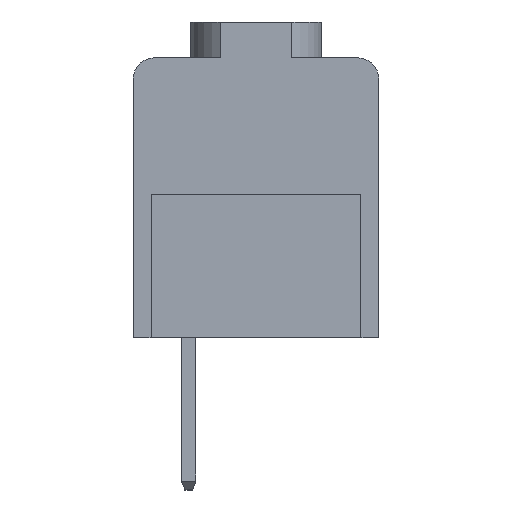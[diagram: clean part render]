
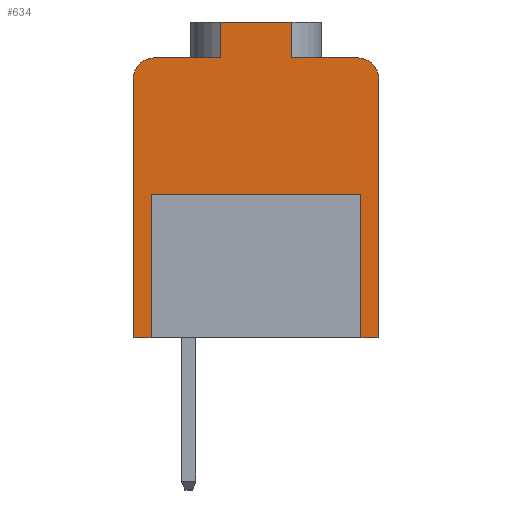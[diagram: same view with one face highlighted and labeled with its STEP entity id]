
A CAD part, left-side view. The second image highlights one B-rep face of the part: STEP entity #634.
In plain terms, the highlighted planar face has unit normal (-1, 0, 0).
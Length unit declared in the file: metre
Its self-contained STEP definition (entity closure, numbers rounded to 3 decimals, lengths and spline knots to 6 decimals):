
#634=ADVANCED_FACE('',(#1578),#1579,.T.);
#1578=FACE_OUTER_BOUND('',#2863,.T.);
#1579=PLANE('',#2864);
#2863=EDGE_LOOP('',(#4840,#4841,#4842,#4843,#4844,#4845,#4846,#4847,#4848,#4849,#4850,#4851,#4852,#4853,#4854,#4855,#4856,#4857,#4858,#4859,#4860,#4861));
#2864=AXIS2_PLACEMENT_3D('',#4862,#4863,#4864);
#4840=ORIENTED_EDGE('',*,*,#8427,.F.);
#4841=ORIENTED_EDGE('',*,*,#8428,.F.);
#4842=ORIENTED_EDGE('',*,*,#8429,.F.);
#4843=ORIENTED_EDGE('',*,*,#8430,.T.);
#4844=ORIENTED_EDGE('',*,*,#8431,.F.);
#4845=ORIENTED_EDGE('',*,*,#8432,.F.);
#4846=ORIENTED_EDGE('',*,*,#8433,.F.);
#4847=ORIENTED_EDGE('',*,*,#8434,.T.);
#4848=ORIENTED_EDGE('',*,*,#8094,.T.);
#4849=ORIENTED_EDGE('',*,*,#8435,.T.);
#4850=ORIENTED_EDGE('',*,*,#8436,.T.);
#4851=ORIENTED_EDGE('',*,*,#8437,.F.);
#4852=ORIENTED_EDGE('',*,*,#8438,.T.);
#4853=ORIENTED_EDGE('',*,*,#8439,.F.);
#4854=ORIENTED_EDGE('',*,*,#8440,.T.);
#4855=ORIENTED_EDGE('',*,*,#8441,.T.);
#4856=ORIENTED_EDGE('',*,*,#8442,.T.);
#4857=ORIENTED_EDGE('',*,*,#8443,.T.);
#4858=ORIENTED_EDGE('',*,*,#8444,.T.);
#4859=ORIENTED_EDGE('',*,*,#8445,.F.);
#4860=ORIENTED_EDGE('',*,*,#8446,.T.);
#4861=ORIENTED_EDGE('',*,*,#8050,.T.);
#4862=CARTESIAN_POINT('',(-0.001,-0.0012,-0.0156));
#4863=DIRECTION('',(-1.0,0.,0.));
#4864=DIRECTION('',(0.,-1.0,0.));
#8050=EDGE_CURVE('',#9749,#9750,#9751,.T.);
#8094=EDGE_CURVE('',#9828,#9826,#9829,.T.);
#8427=EDGE_CURVE('',#10387,#9750,#10388,.T.);
#8428=EDGE_CURVE('',#10389,#10387,#10390,.T.);
#8429=EDGE_CURVE('',#10391,#10389,#10392,.T.);
#8430=EDGE_CURVE('',#10391,#10393,#10394,.T.);
#8431=EDGE_CURVE('',#10395,#10393,#10396,.T.);
#8432=EDGE_CURVE('',#10397,#10395,#10398,.T.);
#8433=EDGE_CURVE('',#10399,#10397,#10400,.T.);
#8434=EDGE_CURVE('',#10399,#9828,#10401,.T.);
#8435=EDGE_CURVE('',#9826,#10402,#10403,.T.);
#8436=EDGE_CURVE('',#10402,#10404,#10405,.T.);
#8437=EDGE_CURVE('',#10406,#10404,#10407,.T.);
#8438=EDGE_CURVE('',#10406,#10408,#10409,.T.);
#8439=EDGE_CURVE('',#10410,#10408,#10411,.T.);
#8440=EDGE_CURVE('',#10410,#10412,#10413,.T.);
#8441=EDGE_CURVE('',#10412,#10414,#10415,.T.);
#8442=EDGE_CURVE('',#10414,#10416,#10417,.T.);
#8443=EDGE_CURVE('',#10416,#10418,#10419,.T.);
#8444=EDGE_CURVE('',#10418,#10420,#10421,.T.);
#8445=EDGE_CURVE('',#10422,#10420,#10423,.T.);
#8446=EDGE_CURVE('',#10422,#9749,#10424,.T.);
#9749=VERTEX_POINT('',#12305);
#9750=VERTEX_POINT('',#12306);
#9751=CIRCLE('',#12307,0.0012);
#9826=VERTEX_POINT('',#12418);
#9828=VERTEX_POINT('',#12421);
#9829=LINE('',#12422,#12423);
#10387=VERTEX_POINT('',#13271);
#10388=LINE('',#13272,#13273);
#10389=VERTEX_POINT('',#13274);
#10390=LINE('',#13275,#13276);
#10391=VERTEX_POINT('',#13277);
#10392=LINE('',#13278,#13279);
#10393=VERTEX_POINT('',#13280);
#10394=LINE('',#13281,#13282);
#10395=VERTEX_POINT('',#13283);
#10396=LINE('',#13284,#13285);
#10397=VERTEX_POINT('',#13286);
#10398=LINE('',#13287,#13288);
#10399=VERTEX_POINT('',#13289);
#10400=LINE('',#13290,#13291);
#10401=LINE('',#13292,#13293);
#10402=VERTEX_POINT('',#13294);
#10403=LINE('',#13295,#13296);
#10404=VERTEX_POINT('',#13297);
#10405=LINE('',#13298,#13299);
#10406=VERTEX_POINT('',#13300);
#10407=LINE('',#13301,#13302);
#10408=VERTEX_POINT('',#13303);
#10409=LINE('',#13304,#13305);
#10410=VERTEX_POINT('',#13306);
#10411=LINE('',#13307,#13308);
#10412=VERTEX_POINT('',#13309);
#10413=LINE('',#13310,#13311);
#10414=VERTEX_POINT('',#13312);
#10415=CIRCLE('',#13313,0.0012);
#10416=VERTEX_POINT('',#13314);
#10417=LINE('',#13315,#13316);
#10418=VERTEX_POINT('',#13317);
#10419=LINE('',#13318,#13319);
#10420=VERTEX_POINT('',#13320);
#10421=LINE('',#13321,#13322);
#10422=VERTEX_POINT('',#13323);
#10423=LINE('',#13324,#13325);
#10424=LINE('',#13326,#13327);
#12305=CARTESIAN_POINT('',(-0.001,0.0113,0.));
#12306=CARTESIAN_POINT('',(-0.001,0.0125,-0.0012));
#12307=AXIS2_PLACEMENT_3D('',#15712,#15713,#15714);
#12418=CARTESIAN_POINT('',(-0.001,0.00285,-0.0141));
#12421=CARTESIAN_POINT('',(-0.001,0.00285,-0.0076));
#12422=CARTESIAN_POINT('',(-0.001,0.00285,-0.0076));
#12423=VECTOR('',#15759,1.0);
#13271=CARTESIAN_POINT('',(-0.001,0.0125,-0.0156));
#13272=CARTESIAN_POINT('',(-0.001,0.0125,0.0011));
#13273=VECTOR('',#16091,1.0);
#13274=CARTESIAN_POINT('',(-0.001,0.0115,-0.0156));
#13275=CARTESIAN_POINT('',(-0.001,0.0099,-0.0156));
#13276=VECTOR('',#16092,1.0);
#13277=CARTESIAN_POINT('',(-0.001,0.0115,-0.0076));
#13278=CARTESIAN_POINT('',(-0.001,0.0115,-0.0009));
#13279=VECTOR('',#16093,1.0);
#13280=CARTESIAN_POINT('',(-0.001,0.01075,-0.0076));
#13281=CARTESIAN_POINT('',(-0.001,0.0003,-0.0076));
#13282=VECTOR('',#16094,1.0);
#13283=CARTESIAN_POINT('',(-0.001,0.01075,-0.0141));
#13284=CARTESIAN_POINT('',(-0.001,0.01075,-0.0009));
#13285=VECTOR('',#16095,1.0);
#13286=CARTESIAN_POINT('',(-0.001,0.00845,-0.0141));
#13287=CARTESIAN_POINT('',(-0.001,-0.0011,-0.0141));
#13288=VECTOR('',#16096,1.0);
#13289=CARTESIAN_POINT('',(-0.001,0.00845,-0.0076));
#13290=CARTESIAN_POINT('',(-0.001,0.00845,-0.0076));
#13291=VECTOR('',#16097,1.0);
#13292=CARTESIAN_POINT('',(-0.001,0.007347,-0.0076));
#13293=VECTOR('',#16098,1.0);
#13294=CARTESIAN_POINT('',(-0.001,0.00055,-0.0141));
#13295=CARTESIAN_POINT('',(-0.001,0.00565,-0.0141));
#13296=VECTOR('',#16099,1.0);
#13297=CARTESIAN_POINT('',(-0.001,0.00055,-0.0076));
#13298=CARTESIAN_POINT('',(-0.001,0.00055,-0.0009));
#13299=VECTOR('',#16100,1.0);
#13300=CARTESIAN_POINT('',(-0.001,-0.0002,-0.0076));
#13301=CARTESIAN_POINT('',(-0.001,0.011,-0.0076));
#13302=VECTOR('',#16101,1.0);
#13303=CARTESIAN_POINT('',(-0.001,-0.0002,-0.0156));
#13304=CARTESIAN_POINT('',(-0.001,-0.0002,-0.0009));
#13305=VECTOR('',#16102,1.0);
#13306=CARTESIAN_POINT('',(-0.001,-0.0012,-0.0156));
#13307=CARTESIAN_POINT('',(-0.001,0.0099,-0.0156));
#13308=VECTOR('',#16103,1.0);
#13309=CARTESIAN_POINT('',(-0.001,-0.0012,-0.0012));
#13310=CARTESIAN_POINT('',(-0.001,-0.0012,0.0011));
#13311=VECTOR('',#16104,1.0);
#13312=CARTESIAN_POINT('',(-0.001,0.0,0.));
#13313=AXIS2_PLACEMENT_3D('',#16105,#16106,#16107);
#13314=CARTESIAN_POINT('',(-0.001,0.00365,0.));
#13315=CARTESIAN_POINT('',(-0.001,0.0125,0.));
#13316=VECTOR('',#16108,1.0);
#13317=CARTESIAN_POINT('',(-0.001,0.00365,0.002));
#13318=CARTESIAN_POINT('',(-0.001,0.00365,0.));
#13319=VECTOR('',#16109,1.0);
#13320=CARTESIAN_POINT('',(-0.001,0.00765,0.002));
#13321=CARTESIAN_POINT('',(-0.001,0.00765,0.002));
#13322=VECTOR('',#16110,1.0);
#13323=CARTESIAN_POINT('',(-0.001,0.00765,0.));
#13324=CARTESIAN_POINT('',(-0.001,0.00765,0.));
#13325=VECTOR('',#16111,1.0);
#13326=CARTESIAN_POINT('',(-0.001,0.0125,0.));
#13327=VECTOR('',#16112,1.0);
#15712=CARTESIAN_POINT('',(-0.001,0.0113,-0.0012));
#15713=DIRECTION('',(-1.0,0.,0.));
#15714=DIRECTION('',(0.,0.,-1.0));
#15759=DIRECTION('',(0.,0.,-1.0));
#16091=DIRECTION('',(0.,0.,1.0));
#16092=DIRECTION('',(0.,1.0,0.));
#16093=DIRECTION('',(0.,0.,-1.0));
#16094=DIRECTION('',(0.,-1.0,0.));
#16095=DIRECTION('',(0.,0.,1.0));
#16096=DIRECTION('',(0.,1.0,0.));
#16097=DIRECTION('',(0.,0.,-1.0));
#16098=DIRECTION('',(0.,-1.0,0.));
#16099=DIRECTION('',(0.,-1.0,0.));
#16100=DIRECTION('',(0.,0.,1.0));
#16101=DIRECTION('',(0.,1.0,0.));
#16102=DIRECTION('',(0.,0.,-1.0));
#16103=DIRECTION('',(0.,1.0,0.));
#16104=DIRECTION('',(0.,0.,1.0));
#16105=CARTESIAN_POINT('',(-0.001,0.,-0.0012));
#16106=DIRECTION('',(-1.0,0.,0.));
#16107=DIRECTION('',(0.,0.,-1.0));
#16108=DIRECTION('',(0.,1.0,0.));
#16109=DIRECTION('',(0.,0.,1.0));
#16110=DIRECTION('',(0.,1.0,0.));
#16111=DIRECTION('',(0.,0.,1.0));
#16112=DIRECTION('',(0.,1.0,0.));
